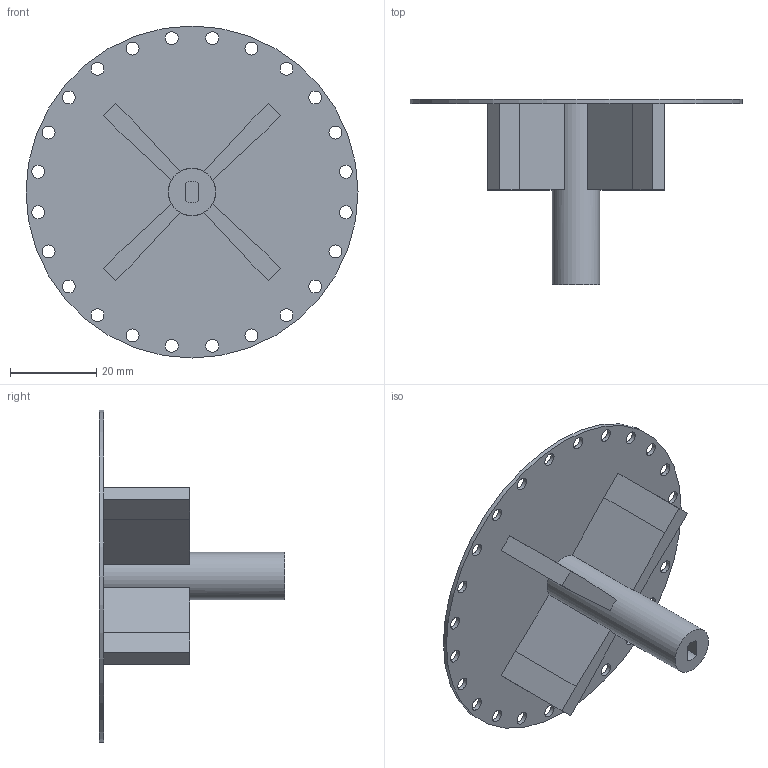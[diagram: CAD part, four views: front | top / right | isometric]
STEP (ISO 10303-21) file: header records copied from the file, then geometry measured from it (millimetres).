
FILE_DESCRIPTION(/* description */ (''),/* implementation_level */ '2;1');
FILE_NAME(/* name */ 'Hour Wheel 2.step',/* time_stamp */ '2021-06-25T11:38:55+08:00',/* author */ (''),/* organization */ (''),/* preprocessor_version */ 'ST-DEVELOPER v18.1',/* originating_system */ 'Autodesk Translation Framework v10.9.0.1377',/* authorisation */ '');
FILE_SCHEMA (('AUTOMOTIVE_DESIGN { 1 0 10303 214 3 1 1 }'));
Length unit declared in the file: millimetre
Products named in the file (2): Hour Wheel 2; Wheel
Assembly tree (1 placements, depth 2):
  Hour Wheel 2
    Wheel
Bounding box: 77 x 43 x 77 mm (x, y, z)
Volume: 14404 mm3; surface area: 14756.3 mm2
Topology: 1 solids, 1 shells, 63 faces, 174 edges, 116 vertices
Faces by surface type: plane 35, cylinder 28
Full cylindrical faces by diameter (mm): 3 x24, 11 x1, 77 x1
Entity records: 2188 total; most frequent: DIRECTION 370, CARTESIAN_POINT 356, ORIENTED_EDGE 348, EDGE_CURVE 174, AXIS2_PLACEMENT_3D 130, VERTEX_POINT 116, EDGE_LOOP 114, LINE 110
